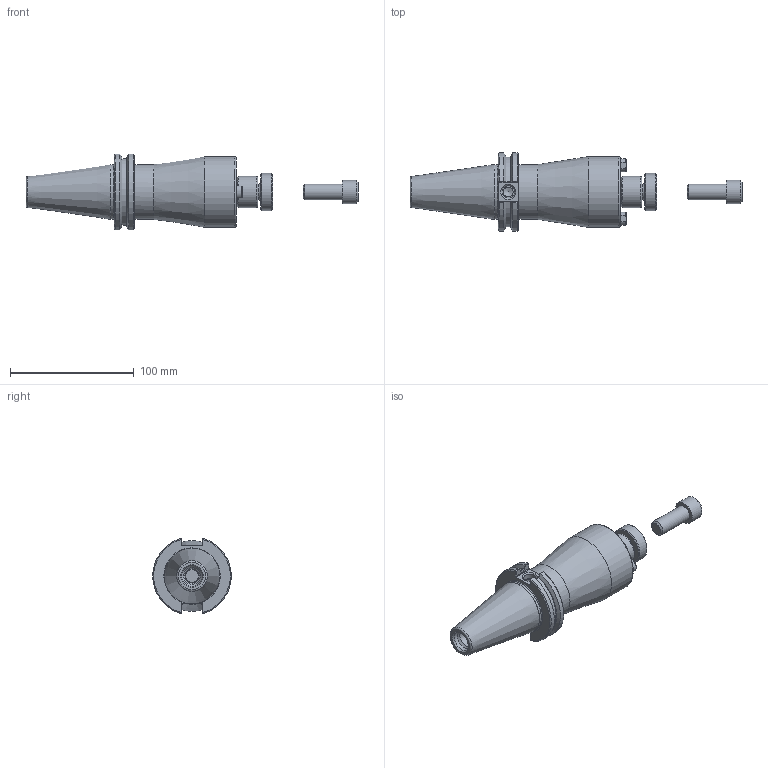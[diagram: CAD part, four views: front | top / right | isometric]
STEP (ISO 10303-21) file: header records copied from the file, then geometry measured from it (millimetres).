
FILE_DESCRIPTION((''),'2;1');
FILE_NAME('C40-10SM4.stp','2014-10-28T13:47:31',('kaykin'),(''),'Autodesk Inventor 2012','Autodesk Inventor 2012','');
FILE_SCHEMA(('AUTOMOTIVE_DESIGN { 1 0 10303 214 1 1 1 1 }'));
Length unit declared in the file: inch
Products named in the file (5): C40-10SM4; C40-10SM4-1; 028-188; 10KY; 10LS
Assembly tree (5 placements, depth 2):
  C40-10SM4
    C40-10SM4-1
    028-188
    10KY  x2
    10LS
Bounding box: 268.35 x 63.26 x 61.11 mm (x, y, z)
Volume: 286915.7 mm3; surface area: 48288.1 mm2
Topology: 5 solids, 5 shells, 175 faces, 416 edges, 265 vertices
Faces by surface type: plane 68, cylinder 48, cone 44, bspline 8, torus 7
Full cylindrical faces by diameter (mm): 3.048 x2, 7.925 x1, 8 x1, 8.636 x2, 9.347 x2, 9.512 x2, 9.652 x2, 10.135 x1, 11.328 x1, 12.7 x2, 13.386 x1, 13.716 x1, 16.459 x1, 18.872 x1, 23.866 x1, 25.39 x1, 29.972 x1, 43.942 x1, 44.45 x1, 57.15 x1
Entity records: 5352 total; most frequent: CARTESIAN_POINT 1859, DIRECTION 668, ORIENTED_EDGE 614, EDGE_CURVE 307, AXIS2_PLACEMENT_3D 274, EDGE_LOOP 228, VERTEX_POINT 225, FACE_OUTER_BOUND 157
